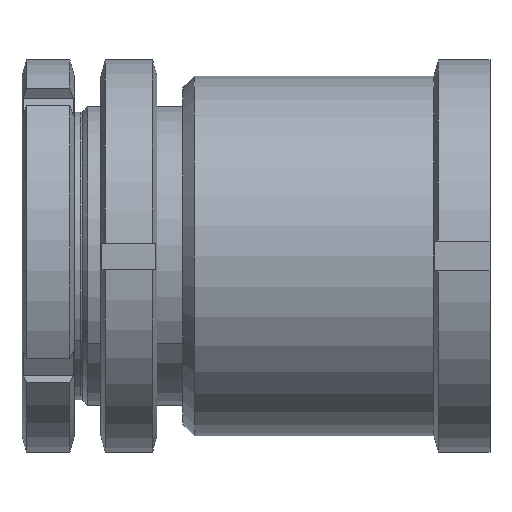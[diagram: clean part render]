
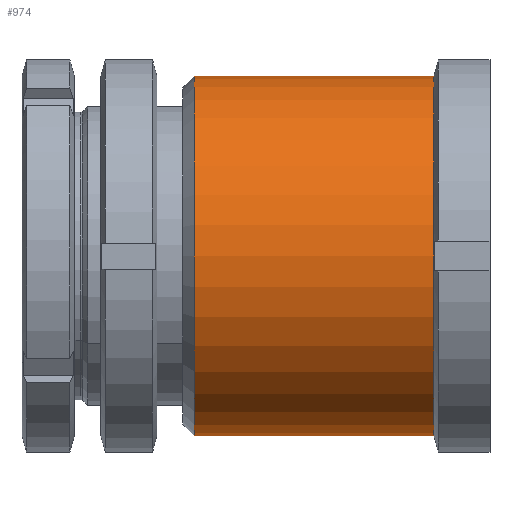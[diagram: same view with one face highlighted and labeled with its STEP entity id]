
A CAD part, left-side view. The second image highlights one B-rep face of the part: STEP entity #974.
In plain terms, the highlighted cylindrical face has radius 48 mm (diameter 96 mm), a partial arc.
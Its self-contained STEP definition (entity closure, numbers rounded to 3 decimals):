
#201 = CARTESIAN_POINT ( 'NONE',  ( 0., 10.447, 0. ) ) ;
#236 = CARTESIAN_POINT ( 'NONE',  ( 0., -67., 48. ) ) ;
#439 = AXIS2_PLACEMENT_3D ( 'NONE', #3720, #3090, #3079 ) ;
#694 = DIRECTION ( 'NONE',  ( 0., 1., 0. ) ) ;
#881 = CARTESIAN_POINT ( 'NONE',  ( 0., -3.1, 0. ) ) ;
#892 = EDGE_CURVE ( 'NONE', #3585, #1464, #3507, .T. ) ;
#919 = ORIENTED_EDGE ( 'NONE', *, *, #3811, .F. ) ;
#974 = ADVANCED_FACE ( 'NONE', ( #2737 ), #3316, .T. ) ;
#1464 = VERTEX_POINT ( 'NONE', #2868 ) ;
#1499 = DIRECTION ( 'NONE',  ( 0., -1., 0. ) ) ;
#1691 = AXIS2_PLACEMENT_3D ( 'NONE', #201, #1763, #3579 ) ;
#1763 = DIRECTION ( 'NONE',  ( 0., 1., 0. ) ) ;
#1789 = CIRCLE ( 'NONE', #2712, 48. ) ;
#2057 = LINE ( 'NONE', #2598, #3755 ) ;
#2168 = CIRCLE ( 'NONE', #439, 48. ) ;
#2195 = CARTESIAN_POINT ( 'NONE',  ( 0., -3.1, -48. ) ) ;
#2227 = ORIENTED_EDGE ( 'NONE', *, *, #3128, .T. ) ;
#2445 = EDGE_CURVE ( 'NONE', #1464, #2557, #1789, .T. ) ;
#2509 = ORIENTED_EDGE ( 'NONE', *, *, #2445, .T. ) ;
#2557 = VERTEX_POINT ( 'NONE', #2195 ) ;
#2572 = DIRECTION ( 'NONE',  ( 0., 1., 0. ) ) ;
#2598 = CARTESIAN_POINT ( 'NONE',  ( 0., 10.447, -48. ) ) ;
#2690 = VECTOR ( 'NONE', #694, 1000. ) ;
#2712 = AXIS2_PLACEMENT_3D ( 'NONE', #881, #1499, #3334 ) ;
#2737 = FACE_OUTER_BOUND ( 'NONE', #2993, .T. ) ;
#2861 = CARTESIAN_POINT ( 'NONE',  ( 0., 10.447, 48. ) ) ;
#2868 = CARTESIAN_POINT ( 'NONE',  ( 0., -3.1, 48. ) ) ;
#2993 = EDGE_LOOP ( 'NONE', ( #919, #2227, #3856, #2509 ) ) ;
#3079 = DIRECTION ( 'NONE',  ( 0., 0., 1. ) ) ;
#3090 = DIRECTION ( 'NONE',  ( 0., 1., 0. ) ) ;
#3097 = VERTEX_POINT ( 'NONE', #3666 ) ;
#3128 = EDGE_CURVE ( 'NONE', #3097, #3585, #2168, .T. ) ;
#3316 = CYLINDRICAL_SURFACE ( 'NONE', #1691, 48. ) ;
#3334 = DIRECTION ( 'NONE',  ( 0., 0., -1. ) ) ;
#3507 = LINE ( 'NONE', #2861, #2690 ) ;
#3579 = DIRECTION ( 'NONE',  ( 0., 0., 1. ) ) ;
#3585 = VERTEX_POINT ( 'NONE', #236 ) ;
#3666 = CARTESIAN_POINT ( 'NONE',  ( 0., -67., -48. ) ) ;
#3720 = CARTESIAN_POINT ( 'NONE',  ( 0., -67., 0. ) ) ;
#3755 = VECTOR ( 'NONE', #2572, 1000. ) ;
#3811 = EDGE_CURVE ( 'NONE', #3097, #2557, #2057, .T. ) ;
#3856 = ORIENTED_EDGE ( 'NONE', *, *, #892, .T. ) ;
